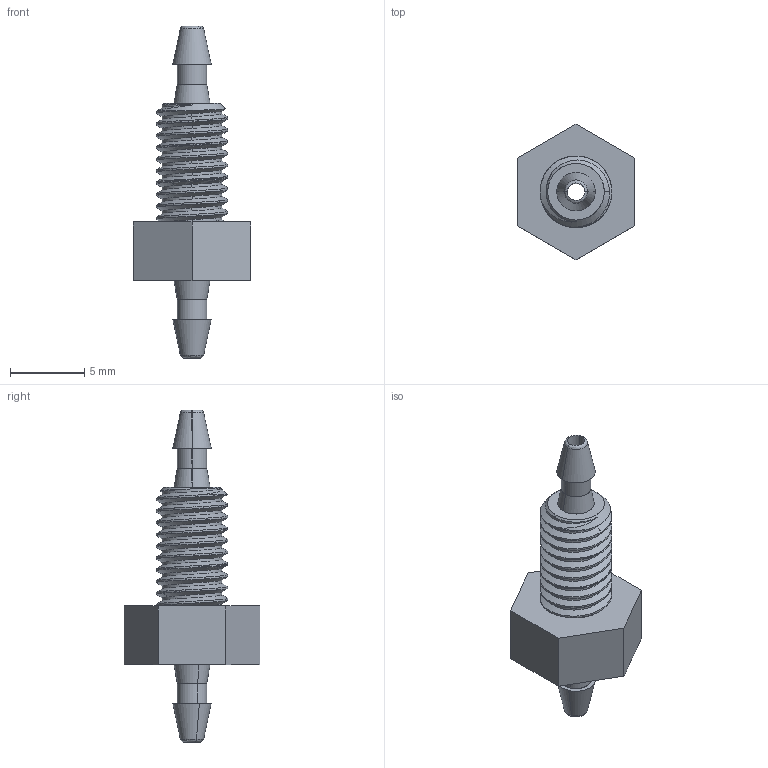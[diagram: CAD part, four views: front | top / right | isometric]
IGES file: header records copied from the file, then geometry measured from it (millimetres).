
Start section: SolidWorks IGES file using analytic representation for surfaces
Global section: file name: E-F-210125.IGS; native system: SolidWorks 2022; preprocessor: SolidWorks 2022; author: WTsang; date: 240603.084458; units: millimetre
Bounding box: 7.91 x 9.14 x 22.38 mm (x, y, z)
Surface area: 532.6 mm2 (no closed solid volume)
Topology: 0 solids, 0 shells, 76 faces, 751 edges, 747 vertices
Faces by surface type: revolution 57, bspline 19
